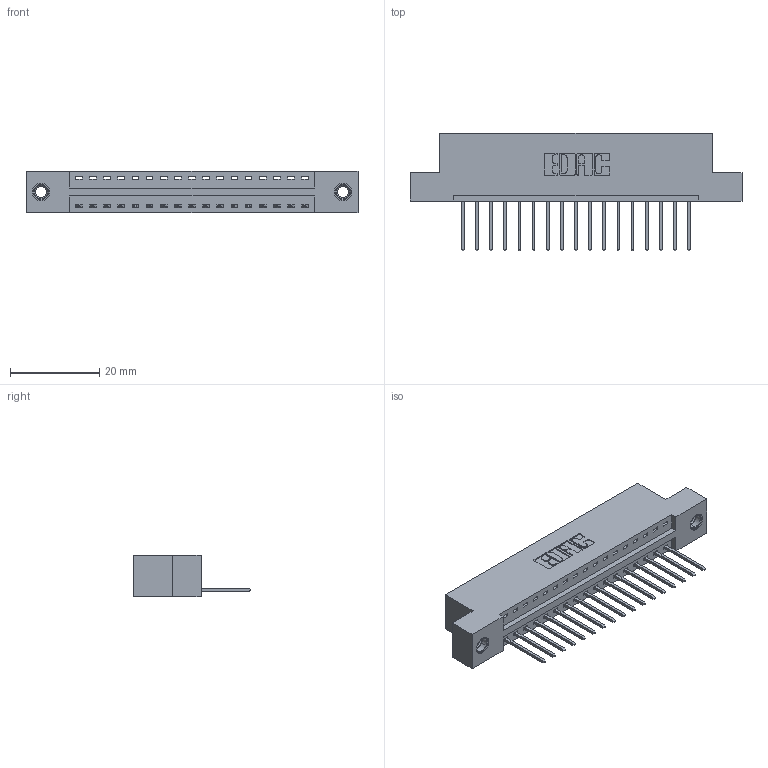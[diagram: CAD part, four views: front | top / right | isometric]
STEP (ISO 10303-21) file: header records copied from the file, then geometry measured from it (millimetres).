
FILE_DESCRIPTION (( 'STEP AP203' ), '1' );
FILE_NAME ('346-017-522-107.STEP', '2022-05-05T12:56:45', ( '' ), ( '' ), 'SwSTEP 2.0', 'SolidWorks 2020', '' );
FILE_SCHEMA (( 'CONFIG_CONTROL_DESIGN' ));
Length unit declared in the file: inch
Products named in the file (4): 345-250-001_345-250-005-103; 346-017-522-107; 346 Part_Flush Mounting Lugs - 0.156 Dia-TI; 345-292-001_345-293-122
Assembly tree (20 placements, depth 2):
  346-017-522-107
    346 Part_Flush Mounting Lugs - 0.156 Dia-TI
    345-292-001_345-293-122  x17
    345-250-001_345-250-005-103  x2
Bounding box: 74.55 x 26.42 x 9.4 mm (x, y, z)
Volume: 6952.4 mm3; surface area: 8517 mm2
Topology: 20 solids, 20 shells, 1168 faces, 3457 edges, 2274 vertices
Faces by surface type: plane 788, cylinder 364, cone 12, torus 4
Entity records: 15120 total; most frequent: CARTESIAN_POINT 2582, ORIENTED_EDGE 2526, DIRECTION 2335, EDGE_CURVE 1263, VECTOR 1043, LINE 1043, VERTEX_POINT 836, AXIS2_PLACEMENT_3D 646
